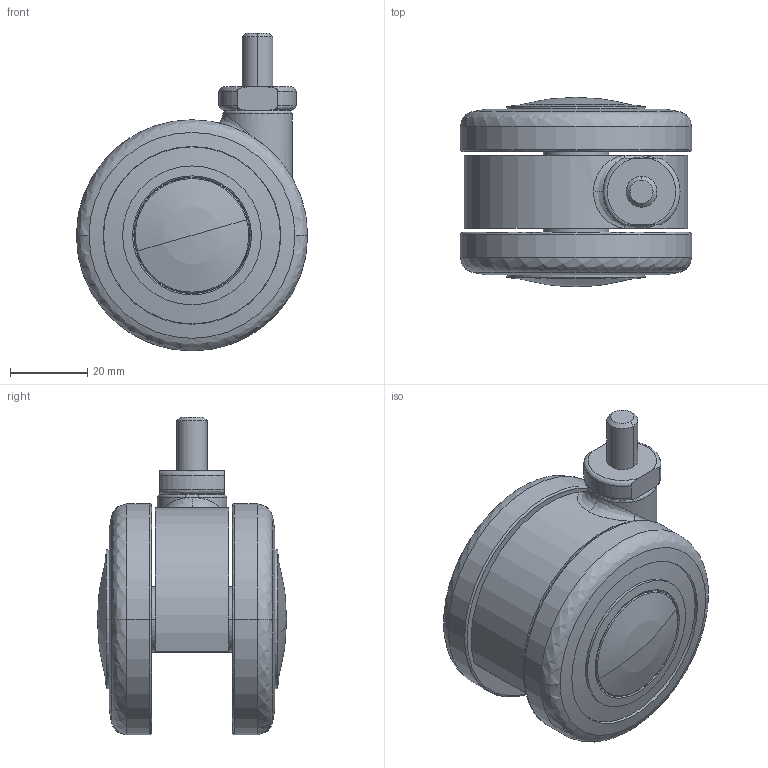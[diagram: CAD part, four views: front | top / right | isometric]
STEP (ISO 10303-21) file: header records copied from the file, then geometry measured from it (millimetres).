
FILE_DESCRIPTION( (''), '2;1');
FILE_NAME ('PC003.9704.TCA_TE60JN8_3722.stp','2022-11-09T09:11:54',(''),(''),'spGate 18.9.1 (****-****-****-****)','','');
FILE_SCHEMA (('AUTOMOTIVE_DESIGN'));
Length unit declared in the file: millimetre
Products named in the file (4): Assembly; TCA-TE60J_Body; TCA-TE60J_Wheel; TCA-TE60JN8_Shaft
Assembly tree (4 placements, depth 2):
  Assembly
    TCA-TE60J_Body
    TCA-TE60J_Wheel  x2
    TCA-TE60JN8_Shaft
Bounding box: 60 x 49.14 x 82.5 mm (x, y, z)
Volume: 85534.3 mm3; surface area: 31705.4 mm2
Topology: 4 solids, 4 shells, 189 faces, 459 edges, 294 vertices
Faces by surface type: cylinder 75, bspline 58, plane 46, sphere 10
Entity records: 9840 total; most frequent: CARTESIAN_POINT 3550, ORIENTED_EDGE 726, DIRECTION 652, COLOUR_RGB 515, PRESENTATION_STYLE_ASSIGNMENT 515, STYLED_ITEM 515, EDGE_CURVE 363, DRAUGHTING_PRE_DEFINED_CURVE_FONT 363
